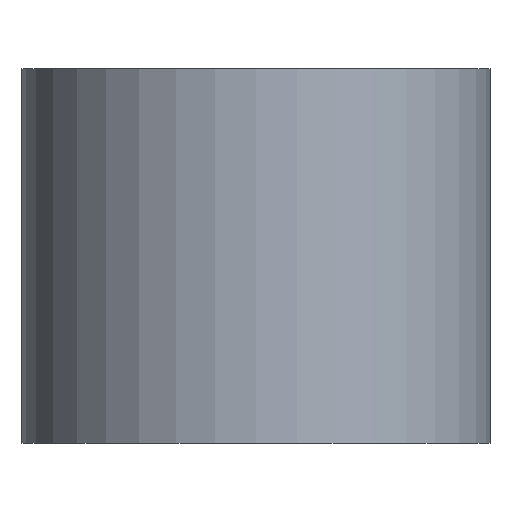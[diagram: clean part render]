
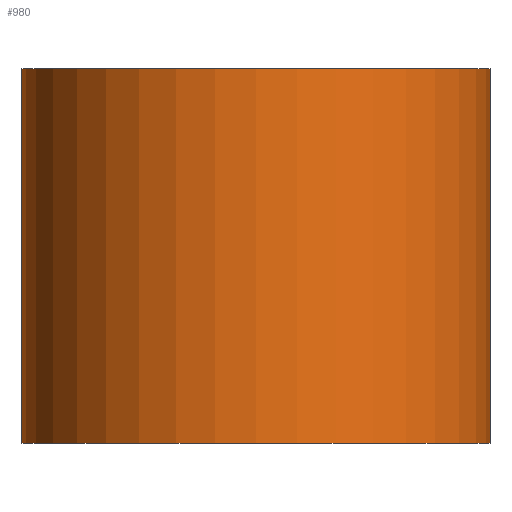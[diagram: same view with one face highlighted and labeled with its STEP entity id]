
A CAD part, front view. The second image highlights one B-rep face of the part: STEP entity #980.
In plain terms, the highlighted cylindrical face has radius 5 mm (diameter 10 mm), a partial arc.
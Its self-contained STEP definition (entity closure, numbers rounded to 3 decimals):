
#55 = PLANE('',#56);
#56 = AXIS2_PLACEMENT_3D('',#57,#58,#59);
#57 = CARTESIAN_POINT('',(5.,12.,0.));
#58 = DIRECTION('',(1.,0.,0.));
#59 = DIRECTION('',(0.,-1.,0.));
#84 = PLANE('',#85);
#85 = AXIS2_PLACEMENT_3D('',#86,#87,#88);
#86 = CARTESIAN_POINT('',(5.,12.,8.));
#87 = DIRECTION('',(0.,0.,-1.));
#88 = DIRECTION('',(-1.,0.,0.));
#116 = PLANE('',#117);
#117 = AXIS2_PLACEMENT_3D('',#118,#119,#120);
#118 = CARTESIAN_POINT('',(-5.,12.,0.));
#119 = DIRECTION('',(1.,0.,0.));
#120 = DIRECTION('',(0.,-1.,0.));
#143 = PLANE('',#144);
#144 = AXIS2_PLACEMENT_3D('',#145,#146,#147);
#145 = CARTESIAN_POINT('',(5.,12.,0.));
#146 = DIRECTION('',(0.,0.,-1.));
#147 = DIRECTION('',(-1.,0.,0.));
#164 = VERTEX_POINT('',#165);
#165 = CARTESIAN_POINT('',(5.,0.,8.));
#186 = EDGE_CURVE('',#187,#164,#189,.T.);
#187 = VERTEX_POINT('',#188);
#188 = CARTESIAN_POINT('',(5.,0.,0.));
#189 = SURFACE_CURVE('',#190,(#194,#201),.PCURVE_S1.);
#190 = LINE('',#191,#192);
#191 = CARTESIAN_POINT('',(5.,0.,0.));
#192 = VECTOR('',#193,1.);
#193 = DIRECTION('',(0.,0.,1.));
#194 = PCURVE('',#55,#195);
#195 = DEFINITIONAL_REPRESENTATION('',(#196),#200);
#196 = LINE('',#197,#198);
#197 = CARTESIAN_POINT('',(12.,0.));
#198 = VECTOR('',#199,1.);
#199 = DIRECTION('',(0.,-1.));
#200 = ( GEOMETRIC_REPRESENTATION_CONTEXT(2) 
PARAMETRIC_REPRESENTATION_CONTEXT() REPRESENTATION_CONTEXT('2D SPACE',''
  ) );
#201 = PCURVE('',#202,#207);
#202 = CYLINDRICAL_SURFACE('',#203,5.);
#203 = AXIS2_PLACEMENT_3D('',#204,#205,#206);
#204 = CARTESIAN_POINT('',(0.,0.,0.));
#205 = DIRECTION('',(-0.,-0.,-1.));
#206 = DIRECTION('',(1.,0.,0.));
#207 = DEFINITIONAL_REPRESENTATION('',(#208),#212);
#208 = LINE('',#209,#210);
#209 = CARTESIAN_POINT('',(-6.283,0.));
#210 = VECTOR('',#211,1.);
#211 = DIRECTION('',(-0.,-1.));
#212 = ( GEOMETRIC_REPRESENTATION_CONTEXT(2) 
PARAMETRIC_REPRESENTATION_CONTEXT() REPRESENTATION_CONTEXT('2D SPACE',''
  ) );
#271 = VERTEX_POINT('',#272);
#272 = CARTESIAN_POINT('',(-5.,0.,8.));
#293 = EDGE_CURVE('',#294,#271,#296,.T.);
#294 = VERTEX_POINT('',#295);
#295 = CARTESIAN_POINT('',(-5.,0.,0.));
#296 = SURFACE_CURVE('',#297,(#301,#308),.PCURVE_S1.);
#297 = LINE('',#298,#299);
#298 = CARTESIAN_POINT('',(-5.,0.,0.));
#299 = VECTOR('',#300,1.);
#300 = DIRECTION('',(0.,0.,1.));
#301 = PCURVE('',#116,#302);
#302 = DEFINITIONAL_REPRESENTATION('',(#303),#307);
#303 = LINE('',#304,#305);
#304 = CARTESIAN_POINT('',(12.,0.));
#305 = VECTOR('',#306,1.);
#306 = DIRECTION('',(0.,-1.));
#307 = ( GEOMETRIC_REPRESENTATION_CONTEXT(2) 
PARAMETRIC_REPRESENTATION_CONTEXT() REPRESENTATION_CONTEXT('2D SPACE',''
  ) );
#308 = PCURVE('',#202,#309);
#309 = DEFINITIONAL_REPRESENTATION('',(#310),#314);
#310 = LINE('',#311,#312);
#311 = CARTESIAN_POINT('',(-3.142,0.));
#312 = VECTOR('',#313,1.);
#313 = DIRECTION('',(-0.,-1.));
#314 = ( GEOMETRIC_REPRESENTATION_CONTEXT(2) 
PARAMETRIC_REPRESENTATION_CONTEXT() REPRESENTATION_CONTEXT('2D SPACE',''
  ) );
#368 = EDGE_CURVE('',#294,#187,#369,.T.);
#369 = SURFACE_CURVE('',#370,(#375,#386),.PCURVE_S1.);
#370 = CIRCLE('',#371,5.);
#371 = AXIS2_PLACEMENT_3D('',#372,#373,#374);
#372 = CARTESIAN_POINT('',(0.,0.,0.));
#373 = DIRECTION('',(0.,0.,1.));
#374 = DIRECTION('',(1.,0.,0.));
#375 = PCURVE('',#143,#376);
#376 = DEFINITIONAL_REPRESENTATION('',(#377),#385);
#377 = ( BOUNDED_CURVE() B_SPLINE_CURVE(2,(#378,#379,#380,#381,#382,#383
,#384),.UNSPECIFIED.,.F.,.F.) B_SPLINE_CURVE_WITH_KNOTS((1,2,2,2,2,1),(
    -2.094,0.,2.094,4.189,6.283,
8.378),.UNSPECIFIED.) CURVE() GEOMETRIC_REPRESENTATION_ITEM() 
RATIONAL_B_SPLINE_CURVE((1.,0.5,1.,0.5,1.,0.5,1.)) REPRESENTATION_ITEM(
  '') );
#378 = CARTESIAN_POINT('',(0.,-12.));
#379 = CARTESIAN_POINT('',(0.,-3.34));
#380 = CARTESIAN_POINT('',(7.5,-7.67));
#381 = CARTESIAN_POINT('',(15.,-12.));
#382 = CARTESIAN_POINT('',(7.5,-16.33));
#383 = CARTESIAN_POINT('',(0.,-20.66));
#384 = CARTESIAN_POINT('',(0.,-12.));
#385 = ( GEOMETRIC_REPRESENTATION_CONTEXT(2) 
PARAMETRIC_REPRESENTATION_CONTEXT() REPRESENTATION_CONTEXT('2D SPACE',''
  ) );
#386 = PCURVE('',#202,#387);
#387 = DEFINITIONAL_REPRESENTATION('',(#388),#392);
#388 = LINE('',#389,#390);
#389 = CARTESIAN_POINT('',(-0.,0.));
#390 = VECTOR('',#391,1.);
#391 = DIRECTION('',(-1.,0.));
#392 = ( GEOMETRIC_REPRESENTATION_CONTEXT(2) 
PARAMETRIC_REPRESENTATION_CONTEXT() REPRESENTATION_CONTEXT('2D SPACE',''
  ) );
#470 = EDGE_CURVE('',#271,#164,#471,.T.);
#471 = SURFACE_CURVE('',#472,(#477,#488),.PCURVE_S1.);
#472 = CIRCLE('',#473,5.);
#473 = AXIS2_PLACEMENT_3D('',#474,#475,#476);
#474 = CARTESIAN_POINT('',(0.,0.,8.));
#475 = DIRECTION('',(0.,0.,1.));
#476 = DIRECTION('',(1.,0.,0.));
#477 = PCURVE('',#84,#478);
#478 = DEFINITIONAL_REPRESENTATION('',(#479),#487);
#479 = ( BOUNDED_CURVE() B_SPLINE_CURVE(2,(#480,#481,#482,#483,#484,#485
,#486),.UNSPECIFIED.,.F.,.F.) B_SPLINE_CURVE_WITH_KNOTS((1,2,2,2,2,1),(
    -2.094,0.,2.094,4.189,6.283,
8.378),.UNSPECIFIED.) CURVE() GEOMETRIC_REPRESENTATION_ITEM() 
RATIONAL_B_SPLINE_CURVE((1.,0.5,1.,0.5,1.,0.5,1.)) REPRESENTATION_ITEM(
  '') );
#480 = CARTESIAN_POINT('',(0.,-12.));
#481 = CARTESIAN_POINT('',(0.,-3.34));
#482 = CARTESIAN_POINT('',(7.5,-7.67));
#483 = CARTESIAN_POINT('',(15.,-12.));
#484 = CARTESIAN_POINT('',(7.5,-16.33));
#485 = CARTESIAN_POINT('',(0.,-20.66));
#486 = CARTESIAN_POINT('',(0.,-12.));
#487 = ( GEOMETRIC_REPRESENTATION_CONTEXT(2) 
PARAMETRIC_REPRESENTATION_CONTEXT() REPRESENTATION_CONTEXT('2D SPACE',''
  ) );
#488 = PCURVE('',#202,#489);
#489 = DEFINITIONAL_REPRESENTATION('',(#490),#494);
#490 = LINE('',#491,#492);
#491 = CARTESIAN_POINT('',(-0.,-8.));
#492 = VECTOR('',#493,1.);
#493 = DIRECTION('',(-1.,0.));
#494 = ( GEOMETRIC_REPRESENTATION_CONTEXT(2) 
PARAMETRIC_REPRESENTATION_CONTEXT() REPRESENTATION_CONTEXT('2D SPACE',''
  ) );
#980 = ADVANCED_FACE('',(#981),#202,.T.);
#981 = FACE_BOUND('',#982,.F.);
#982 = EDGE_LOOP('',(#983,#984,#985,#986));
#983 = ORIENTED_EDGE('',*,*,#293,.T.);
#984 = ORIENTED_EDGE('',*,*,#470,.T.);
#985 = ORIENTED_EDGE('',*,*,#186,.F.);
#986 = ORIENTED_EDGE('',*,*,#368,.F.);
